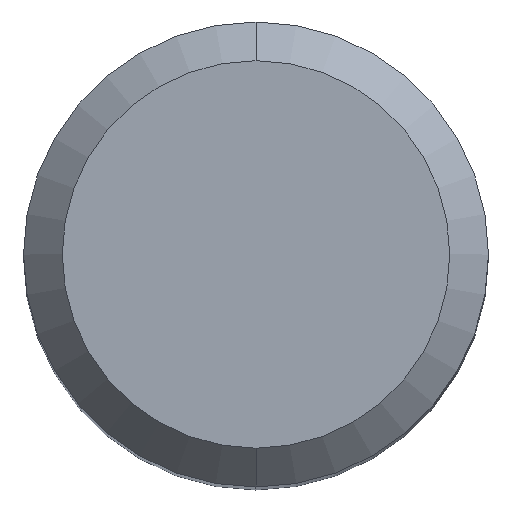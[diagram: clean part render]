
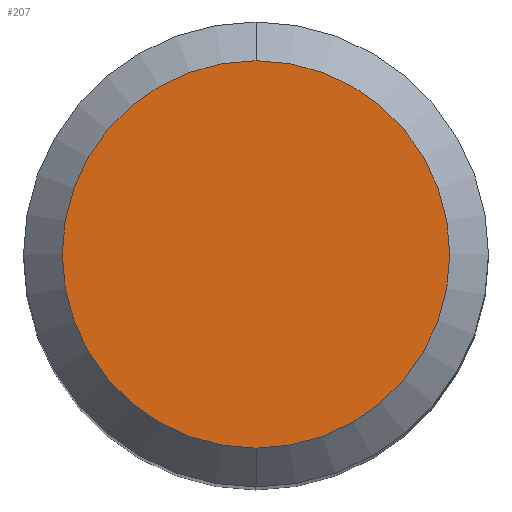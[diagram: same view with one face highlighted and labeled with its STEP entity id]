
A CAD part, top view. The second image highlights one B-rep face of the part: STEP entity #207.
In plain terms, the highlighted planar face has unit normal (0, 0, 1).
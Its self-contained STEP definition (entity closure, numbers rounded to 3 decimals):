
#1 = AXIS2_PLACEMENT_3D ( 'NONE', #277, #94, #272 ) ;
#9 = PLANE ( 'NONE',  #199 ) ;
#94 = DIRECTION ( 'NONE',  ( 0., 0., -1. ) ) ;
#142 = DIRECTION ( 'NONE',  ( 0., -1., 0. ) ) ;
#144 = VERTEX_POINT ( 'NONE', #497 ) ;
#169 = EDGE_CURVE ( 'NONE', #224, #144, #369, .T. ) ;
#185 = CARTESIAN_POINT ( 'NONE',  ( 0., 0., 79. ) ) ;
#199 = AXIS2_PLACEMENT_3D ( 'NONE', #405, #412, #142 ) ;
#207 = ADVANCED_FACE ( 'NONE', ( #502 ), #9, .T. ) ;
#213 = ORIENTED_EDGE ( 'NONE', *, *, #271, .F. ) ;
#224 = VERTEX_POINT ( 'NONE', #544 ) ;
#271 = EDGE_CURVE ( 'NONE', #144, #224, #317, .T. ) ;
#272 = DIRECTION ( 'NONE',  ( 0., 1., 0. ) ) ;
#277 = CARTESIAN_POINT ( 'NONE',  ( 0., 0., 79. ) ) ;
#317 = CIRCLE ( 'NONE', #326, 5. ) ;
#323 = DIRECTION ( 'NONE',  ( 0., 1., 0. ) ) ;
#326 = AXIS2_PLACEMENT_3D ( 'NONE', #185, #548, #323 ) ;
#369 = CIRCLE ( 'NONE', #1, 5. ) ;
#405 = CARTESIAN_POINT ( 'NONE',  ( 0., 0., 79. ) ) ;
#412 = DIRECTION ( 'NONE',  ( 0., 0., 1. ) ) ;
#497 = CARTESIAN_POINT ( 'NONE',  ( 0., 5., 79. ) ) ;
#502 = FACE_OUTER_BOUND ( 'NONE', #509, .T. ) ;
#509 = EDGE_LOOP ( 'NONE', ( #213, #536 ) ) ;
#536 = ORIENTED_EDGE ( 'NONE', *, *, #169, .F. ) ;
#544 = CARTESIAN_POINT ( 'NONE',  ( 0., -5., 79. ) ) ;
#548 = DIRECTION ( 'NONE',  ( 0., 0., -1. ) ) ;
